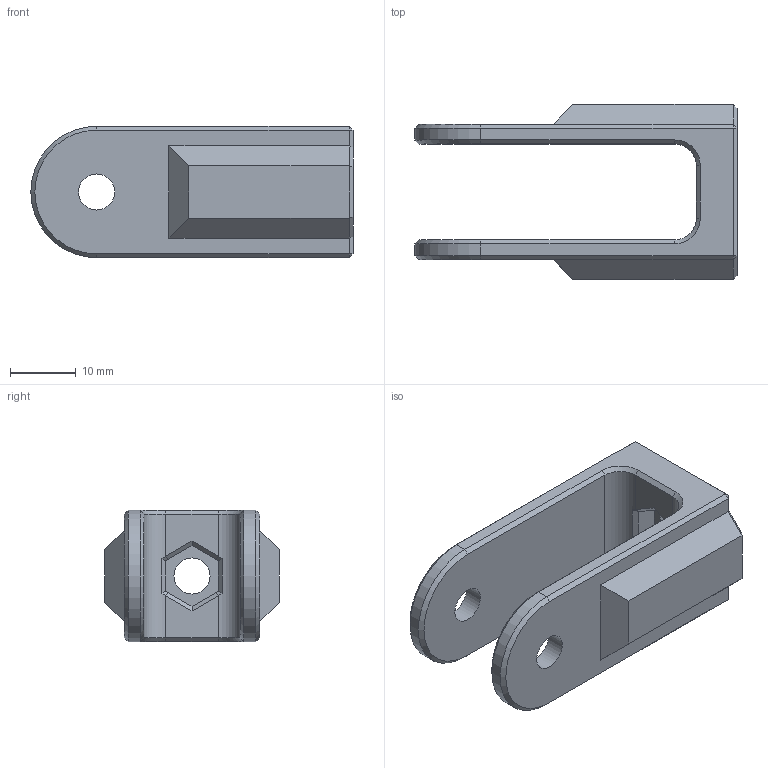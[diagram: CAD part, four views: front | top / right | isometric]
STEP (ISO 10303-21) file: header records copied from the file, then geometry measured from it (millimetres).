
FILE_DESCRIPTION(/* description */ (''),/* implementation_level */ '2;1');
FILE_NAME(/* name */ 'Gear Holder.step',/* time_stamp */ '2020-12-27T20:18:25+01:00',/* author */ (''),/* organization */ (''),/* preprocessor_version */ 'ST-DEVELOPER v18.1',/* originating_system */ 'Autodesk Translation Framework v9.7.1.1290',/* authorisation */ '');
FILE_SCHEMA (('AUTOMOTIVE_DESIGN { 1 0 10303 214 3 1 1 }'));
Length unit declared in the file: millimetre
Products named in the file (2): Zatezac; Gear Holder
Assembly tree (1 placements, depth 2):
  Zatezac
    Gear Holder
Bounding box: 49 x 26.6 x 20 mm (x, y, z)
Volume: 8769.4 mm3; surface area: 5136.1 mm2
Topology: 1 solids, 1 shells, 75 faces, 173 edges, 100 vertices
Faces by surface type: plane 56, cone 8, cylinder 7, bspline 4
Full cylindrical faces by diameter (mm): 5.5 x3
Entity records: 2202 total; most frequent: CARTESIAN_POINT 483, ORIENTED_EDGE 346, DIRECTION 331, EDGE_CURVE 173, LINE 139, VECTOR 139, VERTEX_POINT 100, AXIS2_PLACEMENT_3D 96
